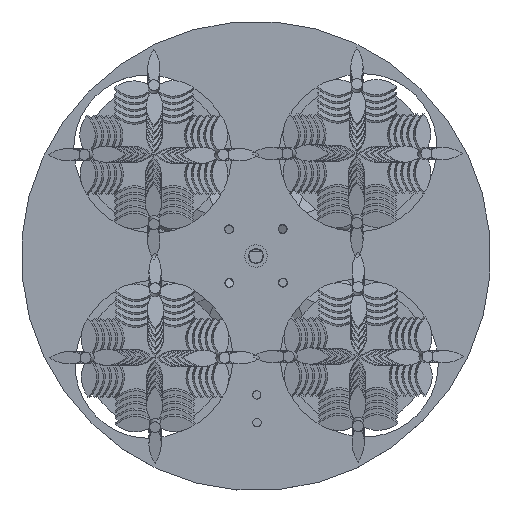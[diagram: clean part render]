
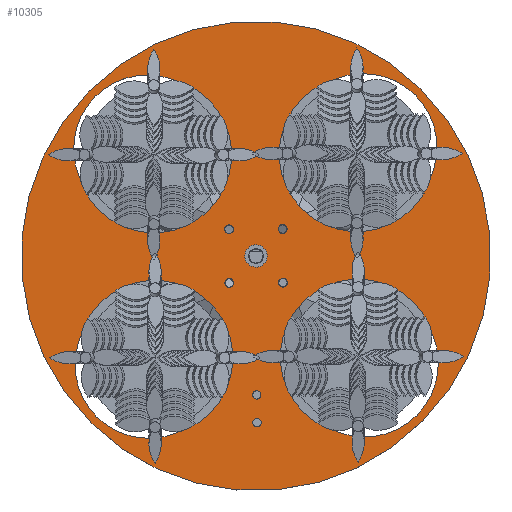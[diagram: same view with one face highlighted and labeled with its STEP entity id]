
A CAD part, top view. The second image highlights one B-rep face of the part: STEP entity #10305.
In plain terms, the highlighted planar face has unit normal (0, 0, 1).
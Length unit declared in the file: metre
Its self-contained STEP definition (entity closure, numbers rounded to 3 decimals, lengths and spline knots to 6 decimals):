
#2312=ORIENTED_EDGE('',*,*,#5230,.F.);
#2313=ORIENTED_EDGE('',*,*,#5231,.F.);
#2314=ORIENTED_EDGE('',*,*,#5226,.T.);
#2315=ORIENTED_EDGE('',*,*,#5232,.T.);
#2316=ORIENTED_EDGE('',*,*,#5198,.F.);
#2317=ORIENTED_EDGE('',*,*,#5233,.T.);
#2318=ORIENTED_EDGE('',*,*,#5222,.T.);
#2319=ORIENTED_EDGE('',*,*,#5234,.T.);
#2320=ORIENTED_EDGE('',*,*,#5194,.F.);
#2321=ORIENTED_EDGE('',*,*,#5235,.T.);
#2322=ORIENTED_EDGE('',*,*,#5218,.T.);
#2323=ORIENTED_EDGE('',*,*,#5236,.T.);
#2324=ORIENTED_EDGE('',*,*,#5190,.F.);
#2325=ORIENTED_EDGE('',*,*,#5237,.T.);
#2326=ORIENTED_EDGE('',*,*,#5214,.F.);
#2327=ORIENTED_EDGE('',*,*,#5238,.T.);
#2328=ORIENTED_EDGE('',*,*,#5186,.F.);
#2329=ORIENTED_EDGE('',*,*,#5239,.T.);
#2330=ORIENTED_EDGE('',*,*,#5210,.F.);
#2331=ORIENTED_EDGE('',*,*,#5208,.F.);
#2332=ORIENTED_EDGE('',*,*,#5206,.F.);
#2333=ORIENTED_EDGE('',*,*,#5204,.F.);
#2334=ORIENTED_EDGE('',*,*,#5202,.F.);
#2335=ORIENTED_EDGE('',*,*,#5228,.T.);
#5186=EDGE_CURVE('',#6652,#6653,#7625,.T.);
#5190=EDGE_CURVE('',#6656,#6657,#7627,.T.);
#5194=EDGE_CURVE('',#6660,#6661,#7629,.T.);
#5198=EDGE_CURVE('',#6664,#6665,#7631,.T.);
#5202=EDGE_CURVE('',#6668,#6668,#7633,.T.);
#5204=EDGE_CURVE('',#6670,#6670,#7635,.T.);
#5206=EDGE_CURVE('',#6672,#6672,#7637,.T.);
#5208=EDGE_CURVE('',#6674,#6674,#7639,.T.);
#5210=EDGE_CURVE('',#6676,#6676,#7641,.T.);
#5214=EDGE_CURVE('',#6680,#6681,#7644,.T.);
#5218=EDGE_CURVE('',#6685,#6684,#7646,.T.);
#5222=EDGE_CURVE('',#6689,#6688,#7648,.T.);
#5226=EDGE_CURVE('',#6693,#6692,#7650,.T.);
#5228=EDGE_CURVE('',#6694,#6694,#7651,.T.);
#5230=EDGE_CURVE('',#6696,#6696,#7653,.T.);
#5231=EDGE_CURVE('',#6697,#6697,#7654,.T.);
#5232=EDGE_CURVE('',#6692,#6665,#7655,.T.);
#5233=EDGE_CURVE('',#6664,#6693,#7656,.T.);
#5234=EDGE_CURVE('',#6688,#6661,#7657,.T.);
#5235=EDGE_CURVE('',#6660,#6689,#7658,.T.);
#5236=EDGE_CURVE('',#6684,#6657,#7659,.T.);
#5237=EDGE_CURVE('',#6656,#6685,#7660,.T.);
#5238=EDGE_CURVE('',#6680,#6653,#7661,.T.);
#5239=EDGE_CURVE('',#6652,#6681,#7662,.T.);
#6652=VERTEX_POINT('',#15373);
#6653=VERTEX_POINT('',#15374);
#6656=VERTEX_POINT('',#15382);
#6657=VERTEX_POINT('',#15383);
#6660=VERTEX_POINT('',#15391);
#6661=VERTEX_POINT('',#15392);
#6664=VERTEX_POINT('',#15400);
#6665=VERTEX_POINT('',#15401);
#6668=VERTEX_POINT('',#15409);
#6670=VERTEX_POINT('',#15414);
#6672=VERTEX_POINT('',#15419);
#6674=VERTEX_POINT('',#15424);
#6676=VERTEX_POINT('',#15429);
#6680=VERTEX_POINT('',#15437);
#6681=VERTEX_POINT('',#15439);
#6684=VERTEX_POINT('',#15446);
#6685=VERTEX_POINT('',#15448);
#6688=VERTEX_POINT('',#15455);
#6689=VERTEX_POINT('',#15457);
#6692=VERTEX_POINT('',#15464);
#6693=VERTEX_POINT('',#15466);
#6694=VERTEX_POINT('',#15470);
#6696=VERTEX_POINT('',#15475);
#6697=VERTEX_POINT('',#15477);
#7625=CIRCLE('',#11608,0.028);
#7627=CIRCLE('',#11611,0.0265);
#7629=CIRCLE('',#11614,0.0265);
#7631=CIRCLE('',#11617,0.0265);
#7633=CIRCLE('',#11620,0.004);
#7635=CIRCLE('',#11623,0.0016);
#7637=CIRCLE('',#11626,0.0016);
#7639=CIRCLE('',#11629,0.0016);
#7641=CIRCLE('',#11632,0.0016);
#7644=CIRCLE('',#11636,0.0265);
#7646=CIRCLE('',#11639,0.028);
#7648=CIRCLE('',#11642,0.028);
#7650=CIRCLE('',#11645,0.028);
#7651=CIRCLE('',#11647,0.0845);
#7653=CIRCLE('',#11650,0.0015);
#7654=CIRCLE('',#11651,0.0015);
#7655=CIRCLE('',#11652,0.001);
#7656=CIRCLE('',#11653,0.001);
#7657=CIRCLE('',#11654,0.001);
#7658=CIRCLE('',#11655,0.001);
#7659=CIRCLE('',#11656,0.001);
#7660=CIRCLE('',#11657,0.001);
#7661=CIRCLE('',#11658,0.001);
#7662=CIRCLE('',#11659,0.001);
#8106=EDGE_LOOP('',(#2312));
#8107=EDGE_LOOP('',(#2313));
#8108=EDGE_LOOP('',(#2314,#2315,#2316,#2317));
#8109=EDGE_LOOP('',(#2318,#2319,#2320,#2321));
#8110=EDGE_LOOP('',(#2322,#2323,#2324,#2325));
#8111=EDGE_LOOP('',(#2326,#2327,#2328,#2329));
#8112=EDGE_LOOP('',(#2330));
#8113=EDGE_LOOP('',(#2331));
#8114=EDGE_LOOP('',(#2332));
#8115=EDGE_LOOP('',(#2333));
#8116=EDGE_LOOP('',(#2334));
#8117=EDGE_LOOP('',(#2335));
#9053=FACE_BOUND('',#8106,.T.);
#9054=FACE_BOUND('',#8107,.T.);
#9055=FACE_BOUND('',#8108,.T.);
#9056=FACE_BOUND('',#8109,.T.);
#9057=FACE_BOUND('',#8110,.T.);
#9058=FACE_BOUND('',#8111,.T.);
#9059=FACE_BOUND('',#8112,.T.);
#9060=FACE_BOUND('',#8113,.T.);
#9061=FACE_BOUND('',#8114,.T.);
#9062=FACE_BOUND('',#8115,.T.);
#9063=FACE_BOUND('',#8116,.T.);
#9064=FACE_BOUND('',#8117,.T.);
#9968=PLANE('',#11649);
#10305=ADVANCED_FACE('',(#9053,#9054,#9055,#9056,#9057,#9058,#9059,#9060,
#9061,#9062,#9063,#9064),#9968,.T.);
#11608=AXIS2_PLACEMENT_3D('',#15372,#12701,#12702);
#11611=AXIS2_PLACEMENT_3D('',#15381,#12709,#12710);
#11614=AXIS2_PLACEMENT_3D('',#15390,#12717,#12718);
#11617=AXIS2_PLACEMENT_3D('',#15399,#12725,#12726);
#11620=AXIS2_PLACEMENT_3D('',#15408,#12733,#12734);
#11623=AXIS2_PLACEMENT_3D('',#15413,#12739,#12740);
#11626=AXIS2_PLACEMENT_3D('',#15418,#12745,#12746);
#11629=AXIS2_PLACEMENT_3D('',#15423,#12751,#12752);
#11632=AXIS2_PLACEMENT_3D('',#15428,#12757,#12758);
#11636=AXIS2_PLACEMENT_3D('',#15438,#12766,#12767);
#11639=AXIS2_PLACEMENT_3D('',#15447,#12774,#12775);
#11642=AXIS2_PLACEMENT_3D('',#15456,#12782,#12783);
#11645=AXIS2_PLACEMENT_3D('',#15465,#12790,#12791);
#11647=AXIS2_PLACEMENT_3D('',#15469,#12795,#12796);
#11649=AXIS2_PLACEMENT_3D('',#15473,#12799,#12800);
#11650=AXIS2_PLACEMENT_3D('',#15474,#12801,#12802);
#11651=AXIS2_PLACEMENT_3D('',#15476,#12803,#12804);
#11652=AXIS2_PLACEMENT_3D('',#15478,#12805,#12806);
#11653=AXIS2_PLACEMENT_3D('',#15479,#12807,#12808);
#11654=AXIS2_PLACEMENT_3D('',#15480,#12809,#12810);
#11655=AXIS2_PLACEMENT_3D('',#15481,#12811,#12812);
#11656=AXIS2_PLACEMENT_3D('',#15482,#12813,#12814);
#11657=AXIS2_PLACEMENT_3D('',#15483,#12815,#12816);
#11658=AXIS2_PLACEMENT_3D('',#15484,#12817,#12818);
#11659=AXIS2_PLACEMENT_3D('',#15485,#12819,#12820);
#12701=DIRECTION('',(0.,0.,1.));
#12702=DIRECTION('',(1.,0.,0.));
#12709=DIRECTION('',(0.,0.,1.));
#12710=DIRECTION('',(1.,0.,0.));
#12717=DIRECTION('',(0.,0.,1.));
#12718=DIRECTION('',(1.,0.,0.));
#12725=DIRECTION('',(0.,0.,1.));
#12726=DIRECTION('',(1.,0.,0.));
#12733=DIRECTION('',(0.,0.,1.));
#12734=DIRECTION('',(1.,0.,0.));
#12739=DIRECTION('',(0.,0.,1.));
#12740=DIRECTION('',(1.,0.,0.));
#12745=DIRECTION('',(0.,0.,1.));
#12746=DIRECTION('',(1.,0.,0.));
#12751=DIRECTION('',(0.,0.,1.));
#12752=DIRECTION('',(1.,0.,0.));
#12757=DIRECTION('',(0.,0.,1.));
#12758=DIRECTION('',(1.,0.,0.));
#12766=DIRECTION('',(0.,0.,1.));
#12767=DIRECTION('',(1.,0.,0.));
#12774=DIRECTION('',(0.,0.,-1.));
#12775=DIRECTION('',(1.,0.,0.));
#12782=DIRECTION('',(0.,0.,-1.));
#12783=DIRECTION('',(1.,0.,0.));
#12790=DIRECTION('',(0.,0.,-1.));
#12791=DIRECTION('',(1.,0.,0.));
#12795=DIRECTION('',(0.,0.,1.));
#12796=DIRECTION('',(1.,0.,0.));
#12799=DIRECTION('',(0.,0.,1.));
#12800=DIRECTION('',(1.,0.,0.));
#12801=DIRECTION('',(0.,0.,1.));
#12802=DIRECTION('',(1.,0.,0.));
#12803=DIRECTION('',(0.,0.,1.));
#12804=DIRECTION('',(1.,0.,0.));
#12805=DIRECTION('',(0.,0.,1.));
#12806=DIRECTION('',(1.,0.,0.));
#12807=DIRECTION('',(0.,0.,1.));
#12808=DIRECTION('',(1.,0.,0.));
#12809=DIRECTION('',(0.,0.,1.));
#12810=DIRECTION('',(1.,0.,0.));
#12811=DIRECTION('',(0.,0.,1.));
#12812=DIRECTION('',(1.,0.,0.));
#12813=DIRECTION('',(0.,0.,1.));
#12814=DIRECTION('',(1.,0.,0.));
#12815=DIRECTION('',(0.,0.,1.));
#12816=DIRECTION('',(1.,0.,0.));
#12817=DIRECTION('',(0.,0.,1.));
#12818=DIRECTION('',(1.,0.,0.));
#12819=DIRECTION('',(0.,0.,1.));
#12820=DIRECTION('',(1.,0.,0.));
#15372=CARTESIAN_POINT('',(0.,0.051682,0.003));
#15373=CARTESIAN_POINT('',(-0.024287,0.065616,0.003));
#15374=CARTESIAN_POINT('',(0.024287,0.065616,0.003));
#15381=CARTESIAN_POINT('',(0.055,0.,0.003));
#15382=CARTESIAN_POINT('',(0.065709,-0.02424,0.003));
#15383=CARTESIAN_POINT('',(0.065709,0.02424,0.003));
#15390=CARTESIAN_POINT('',(0.,-0.055,0.003));
#15391=CARTESIAN_POINT('',(-0.02424,-0.065709,0.003));
#15392=CARTESIAN_POINT('',(0.02424,-0.065709,0.003));
#15399=CARTESIAN_POINT('',(-0.055,0.,0.003));
#15400=CARTESIAN_POINT('',(-0.065709,0.02424,0.003));
#15401=CARTESIAN_POINT('',(-0.065709,-0.02424,0.003));
#15408=CARTESIAN_POINT('',(0.,0.,0.003));
#15409=CARTESIAN_POINT('',(0.004,0.,0.003));
#15413=CARTESIAN_POINT('',(0.,0.01365,0.003));
#15414=CARTESIAN_POINT('',(0.0016,0.01365,0.003));
#15418=CARTESIAN_POINT('',(-0.01365,0.,0.003));
#15419=CARTESIAN_POINT('',(-0.01205,0.,0.003));
#15423=CARTESIAN_POINT('',(0.,-0.01365,0.003));
#15424=CARTESIAN_POINT('',(0.0016,-0.01365,0.003));
#15428=CARTESIAN_POINT('',(0.01365,0.,0.003));
#15429=CARTESIAN_POINT('',(0.01525,0.,0.003));
#15437=CARTESIAN_POINT('',(0.02424,0.065709,0.003));
#15438=CARTESIAN_POINT('',(0.,0.055,0.003));
#15439=CARTESIAN_POINT('',(-0.02424,0.065709,0.003));
#15446=CARTESIAN_POINT('',(0.065616,0.024287,0.003));
#15447=CARTESIAN_POINT('',(0.051682,0.,0.003));
#15448=CARTESIAN_POINT('',(0.065616,-0.024287,0.003));
#15455=CARTESIAN_POINT('',(0.024287,-0.065616,0.003));
#15456=CARTESIAN_POINT('',(0.,-0.051682,0.003));
#15457=CARTESIAN_POINT('',(-0.024287,-0.065616,0.003));
#15464=CARTESIAN_POINT('',(-0.065616,-0.024287,0.003));
#15465=CARTESIAN_POINT('',(-0.051682,0.,0.003));
#15466=CARTESIAN_POINT('',(-0.065616,0.024287,0.003));
#15469=CARTESIAN_POINT('',(0.,0.,0.003));
#15470=CARTESIAN_POINT('',(0.0845,0.,0.003));
#15473=CARTESIAN_POINT('',(0.,0.,0.003));
#15474=CARTESIAN_POINT('',(0.035355,-0.035355,0.003));
#15475=CARTESIAN_POINT('',(0.036855,-0.035355,0.003));
#15476=CARTESIAN_POINT('',(0.042426,-0.042426,0.003));
#15477=CARTESIAN_POINT('',(0.043926,-0.042426,0.003));
#15478=CARTESIAN_POINT('',(-0.066113,-0.025154,0.003));
#15479=CARTESIAN_POINT('',(-0.066113,0.025154,0.003));
#15480=CARTESIAN_POINT('',(0.025154,-0.066113,0.003));
#15481=CARTESIAN_POINT('',(-0.025154,-0.066113,0.003));
#15482=CARTESIAN_POINT('',(0.066113,0.025154,0.003));
#15483=CARTESIAN_POINT('',(0.066113,-0.025154,0.003));
#15484=CARTESIAN_POINT('',(0.025154,0.066113,0.003));
#15485=CARTESIAN_POINT('',(-0.025154,0.066113,0.003));
